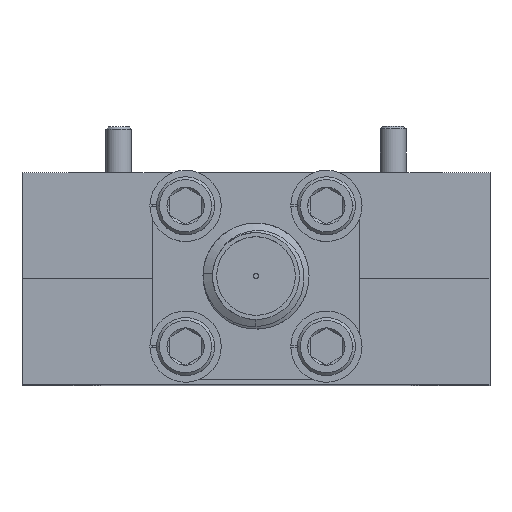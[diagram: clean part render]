
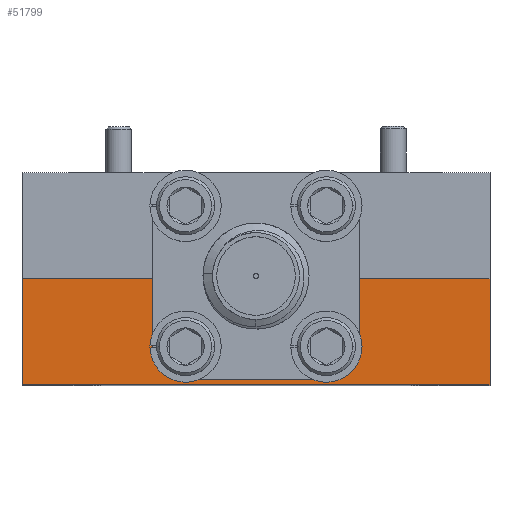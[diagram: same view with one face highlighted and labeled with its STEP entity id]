
A CAD part, top view. The second image highlights one B-rep face of the part: STEP entity #51799.
In plain terms, the highlighted planar face has unit normal (0, 0, 1).
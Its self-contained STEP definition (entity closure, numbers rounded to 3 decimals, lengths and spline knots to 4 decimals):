
#252 = CARTESIAN_POINT ( 'NONE',  ( 0.205, 0.092, 0.585 ) ) ;
#297 = VERTEX_POINT ( 'NONE', #53195 ) ;
#451 = EDGE_CURVE ( 'NONE', #28186, #38502, #34476, .T. ) ;
#452 = DIRECTION ( 'NONE',  ( 0., 0., 1. ) ) ;
#1034 = VERTEX_POINT ( 'NONE', #46684 ) ;
#2125 = CARTESIAN_POINT ( 'NONE',  ( 0.565, 0.256, 0.585 ) ) ;
#2621 = ORIENTED_EDGE ( 'NONE', *, *, #3357, .F. ) ;
#2761 = CARTESIAN_POINT ( 'NONE',  ( -0.565, 0.256, 0.585 ) ) ;
#2882 = CARTESIAN_POINT ( 'NONE',  ( 0.565, 0., 0.585 ) ) ;
#3357 = EDGE_CURVE ( 'NONE', #1034, #41675, #15791, .T. ) ;
#3388 = FACE_BOUND ( 'NONE', #53596, .T. ) ;
#4155 = CARTESIAN_POINT ( 'NONE',  ( -0.565, 0.256, 0.585 ) ) ;
#6600 = VECTOR ( 'NONE', #23534, 39.3701 ) ;
#7021 = AXIS2_PLACEMENT_3D ( 'NONE', #18458, #43285, #53505 ) ;
#7771 = CARTESIAN_POINT ( 'NONE',  ( -0.565, 0.256, 0.585 ) ) ;
#7827 = AXIS2_PLACEMENT_3D ( 'NONE', #2761, #32322, #26928 ) ;
#8437 = EDGE_CURVE ( 'NONE', #21901, #297, #22104, .T. ) ;
#9118 = DIRECTION ( 'NONE',  ( 0., 0., 1. ) ) ;
#12262 = FACE_BOUND ( 'NONE', #13651, .T. ) ;
#13192 = PLANE ( 'NONE',  #7827 ) ;
#13196 = ORIENTED_EDGE ( 'NONE', *, *, #46230, .F. ) ;
#13651 = EDGE_LOOP ( 'NONE', ( #29287, #13196 ) ) ;
#13888 = DIRECTION ( 'NONE',  ( 0., 0., 1. ) ) ;
#14756 = DIRECTION ( 'NONE',  ( 1., 0., 0. ) ) ;
#14827 = CARTESIAN_POINT ( 'NONE',  ( -0.17, 0.092, 0.585 ) ) ;
#15791 = LINE ( 'NONE', #2125, #58998 ) ;
#18458 = CARTESIAN_POINT ( 'NONE',  ( -0.17, 0.092, 0.585 ) ) ;
#18994 = CARTESIAN_POINT ( 'NONE',  ( 0.17, 0.092, 0.585 ) ) ;
#19303 = VECTOR ( 'NONE', #36107, 39.3701 ) ;
#19849 = DIRECTION ( 'NONE',  ( 1., 0., 0. ) ) ;
#21044 = ORIENTED_EDGE ( 'NONE', *, *, #59321, .T. ) ;
#21901 = VERTEX_POINT ( 'NONE', #4155 ) ;
#22104 = LINE ( 'NONE', #7771, #19303 ) ;
#23534 = DIRECTION ( 'NONE',  ( 1., 0., 0. ) ) ;
#23745 = VERTEX_POINT ( 'NONE', #252 ) ;
#24100 = DIRECTION ( 'NONE',  ( 1., 0., 0. ) ) ;
#24308 = AXIS2_PLACEMENT_3D ( 'NONE', #14827, #9118, #24100 ) ;
#26928 = DIRECTION ( 'NONE',  ( -1., 0., 0. ) ) ;
#28186 = VERTEX_POINT ( 'NONE', #61295 ) ;
#29287 = ORIENTED_EDGE ( 'NONE', *, *, #45799, .F. ) ;
#31385 = DIRECTION ( 'NONE',  ( 0., -1., 0. ) ) ;
#31404 = AXIS2_PLACEMENT_3D ( 'NONE', #18994, #13888, #42859 ) ;
#32322 = DIRECTION ( 'NONE',  ( 0., 0., -1. ) ) ;
#32645 = CARTESIAN_POINT ( 'NONE',  ( -0.205, 0.092, 0.585 ) ) ;
#33948 = ORIENTED_EDGE ( 'NONE', *, *, #451, .F. ) ;
#34476 = CIRCLE ( 'NONE', #7021, 0.035 ) ;
#35130 = EDGE_CURVE ( 'NONE', #21901, #1034, #43738, .T. ) ;
#36107 = DIRECTION ( 'NONE',  ( 0., -1., 0. ) ) ;
#36587 = ORIENTED_EDGE ( 'NONE', *, *, #8437, .T. ) ;
#38502 = VERTEX_POINT ( 'NONE', #32645 ) ;
#38804 = EDGE_LOOP ( 'NONE', ( #21044, #2621, #52666, #36587 ) ) ;
#39096 = CARTESIAN_POINT ( 'NONE',  ( -0.565, 0., 0.585 ) ) ;
#41675 = VERTEX_POINT ( 'NONE', #2882 ) ;
#42859 = DIRECTION ( 'NONE',  ( 1., 0., 0. ) ) ;
#43285 = DIRECTION ( 'NONE',  ( 0., 0., 1. ) ) ;
#43651 = CIRCLE ( 'NONE', #46718, 0.035 ) ;
#43738 = LINE ( 'NONE', #44349, #51359 ) ;
#44349 = CARTESIAN_POINT ( 'NONE',  ( -0.565, 0.256, 0.585 ) ) ;
#45791 = EDGE_CURVE ( 'NONE', #38502, #28186, #54826, .T. ) ;
#45799 = EDGE_CURVE ( 'NONE', #23745, #53674, #60946, .T. ) ;
#46230 = EDGE_CURVE ( 'NONE', #53674, #23745, #43651, .T. ) ;
#46684 = CARTESIAN_POINT ( 'NONE',  ( 0.565, 0.256, 0.585 ) ) ;
#46718 = AXIS2_PLACEMENT_3D ( 'NONE', #47917, #452, #19849 ) ;
#46751 = ORIENTED_EDGE ( 'NONE', *, *, #45791, .F. ) ;
#47917 = CARTESIAN_POINT ( 'NONE',  ( 0.17, 0.092, 0.585 ) ) ;
#51359 = VECTOR ( 'NONE', #14756, 39.3701 ) ;
#51799 = ADVANCED_FACE ( 'NONE', ( #3388, #12262, #57164 ), #13192, .F. ) ;
#52666 = ORIENTED_EDGE ( 'NONE', *, *, #35130, .F. ) ;
#53160 = LINE ( 'NONE', #39096, #6600 ) ;
#53195 = CARTESIAN_POINT ( 'NONE',  ( -0.565, 0., 0.585 ) ) ;
#53505 = DIRECTION ( 'NONE',  ( 1., 0., 0. ) ) ;
#53596 = EDGE_LOOP ( 'NONE', ( #33948, #46751 ) ) ;
#53674 = VERTEX_POINT ( 'NONE', #55747 ) ;
#54826 = CIRCLE ( 'NONE', #24308, 0.035 ) ;
#55747 = CARTESIAN_POINT ( 'NONE',  ( 0.135, 0.092, 0.585 ) ) ;
#57164 = FACE_OUTER_BOUND ( 'NONE', #38804, .T. ) ;
#58998 = VECTOR ( 'NONE', #31385, 39.3701 ) ;
#59321 = EDGE_CURVE ( 'NONE', #297, #41675, #53160, .T. ) ;
#60946 = CIRCLE ( 'NONE', #31404, 0.035 ) ;
#61295 = CARTESIAN_POINT ( 'NONE',  ( -0.135, 0.092, 0.585 ) ) ;
